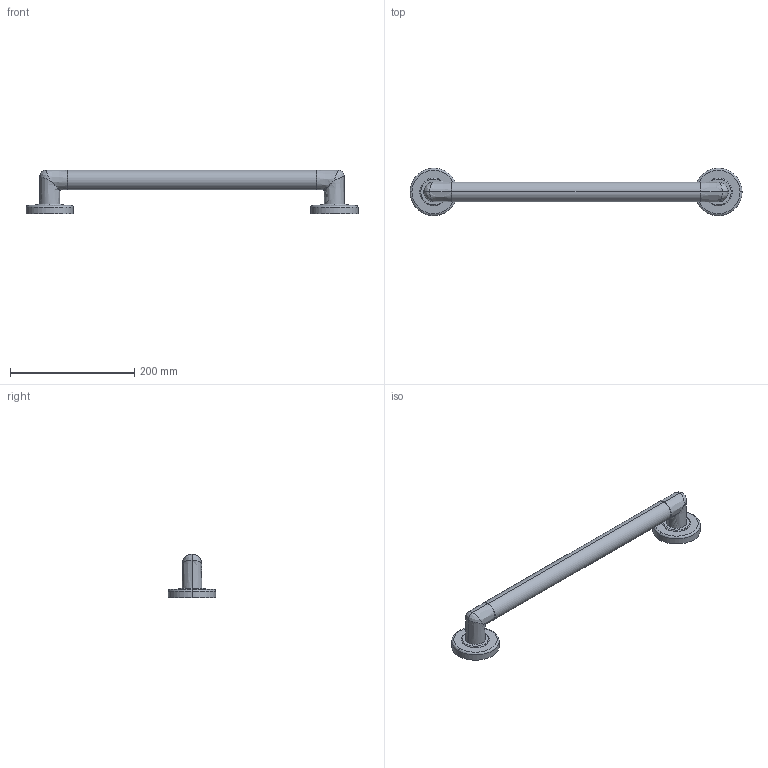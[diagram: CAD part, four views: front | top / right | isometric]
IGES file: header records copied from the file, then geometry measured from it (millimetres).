
Start section:  PTC IGES file: 2480-3918.igs
Global section: file name: 2480-3918.igs; native system: Creo Parametric by PTC Inc.; preprocessor: 2018400; author: jinson.thomas; organization: Unknown; date: 20210712.122149; units: inch
Bounding box: 533.4 x 76.2 x 69.98 mm (x, y, z)
Volume: 549827.5 mm3; surface area: 75942.7 mm2
Topology: 1 solids, 1 shells, 48 faces, 94 edges, 52 vertices
Faces by surface type: revolution 34, bspline 14
